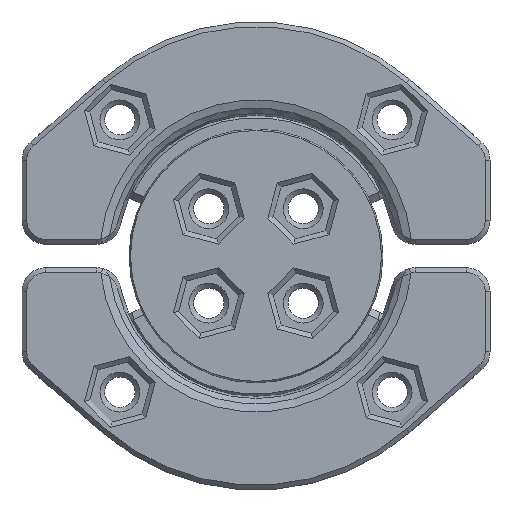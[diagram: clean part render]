
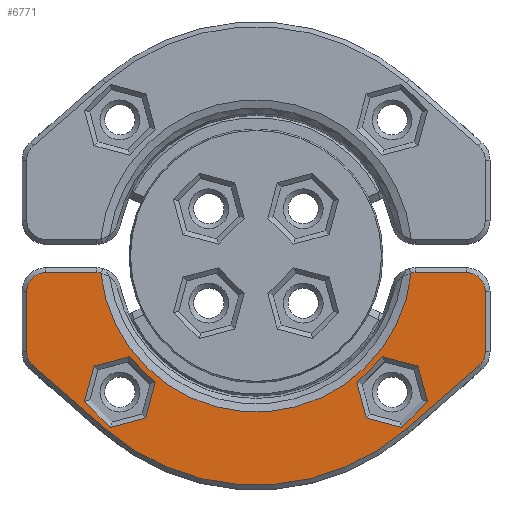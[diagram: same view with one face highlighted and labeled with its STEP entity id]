
A CAD part, top view. The second image highlights one B-rep face of the part: STEP entity #6771.
In plain terms, the highlighted planar face has unit normal (0, 0, 1).
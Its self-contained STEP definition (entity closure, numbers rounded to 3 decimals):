
#343=FACE_BOUND('',#1208,.T.);
#344=FACE_BOUND('',#1209,.T.);
#453=PLANE('',#7265);
#776=FACE_OUTER_BOUND('',#1207,.T.);
#1207=EDGE_LOOP('',(#5304,#5305,#5306,#5307,#5308,#5309,#5310,#5311,#5312,
#5313,#5314,#5315,#5316,#5317));
#1208=EDGE_LOOP('',(#5318,#5319,#5320,#5321,#5322,#5323));
#1209=EDGE_LOOP('',(#5324,#5325,#5326,#5327,#5328,#5329));
#1664=LINE('',#11186,#2278);
#1668=LINE('',#11194,#2282);
#1671=LINE('',#11201,#2285);
#1676=LINE('',#11211,#2290);
#1678=LINE('',#11214,#2292);
#1681=LINE('',#11218,#2295);
#1689=LINE('',#11240,#2303);
#1690=LINE('',#11244,#2304);
#1691=LINE('',#11248,#2305);
#1692=LINE('',#11252,#2306);
#1693=LINE('',#11256,#2307);
#1694=LINE('',#11260,#2308);
#1695=LINE('',#11264,#2309);
#1696=LINE('',#11266,#2310);
#1697=LINE('',#11268,#2311);
#1698=LINE('',#11270,#2312);
#1699=LINE('',#11272,#2313);
#1700=LINE('',#11273,#2314);
#2278=VECTOR('',#8201,10.);
#2282=VECTOR('',#8207,10.);
#2285=VECTOR('',#8212,10.);
#2290=VECTOR('',#8219,10.);
#2292=VECTOR('',#8223,10.);
#2295=VECTOR('',#8228,10.);
#2303=VECTOR('',#8248,10.);
#2304=VECTOR('',#8251,10.);
#2305=VECTOR('',#8254,10.);
#2306=VECTOR('',#8257,10.);
#2307=VECTOR('',#8260,10.);
#2308=VECTOR('',#8263,10.);
#2309=VECTOR('',#8266,10.);
#2310=VECTOR('',#8267,10.);
#2311=VECTOR('',#8268,10.);
#2312=VECTOR('',#8269,10.);
#2313=VECTOR('',#8270,10.);
#2314=VECTOR('',#8271,10.);
#2775=CIRCLE('',#7266,16.48);
#2776=CIRCLE('',#7267,2.);
#2777=CIRCLE('',#7268,2.);
#2778=CIRCLE('',#7269,2.);
#2779=CIRCLE('',#7270,24.2);
#2780=CIRCLE('',#7271,2.);
#2781=CIRCLE('',#7272,2.);
#2782=CIRCLE('',#7273,2.);
#3131=VERTEX_POINT('',#11184);
#3132=VERTEX_POINT('',#11185);
#3135=VERTEX_POINT('',#11193);
#3137=VERTEX_POINT('',#11199);
#3138=VERTEX_POINT('',#11200);
#3142=VERTEX_POINT('',#11210);
#3147=VERTEX_POINT('',#11234);
#3148=VERTEX_POINT('',#11235);
#3149=VERTEX_POINT('',#11237);
#3150=VERTEX_POINT('',#11239);
#3151=VERTEX_POINT('',#11241);
#3152=VERTEX_POINT('',#11243);
#3153=VERTEX_POINT('',#11245);
#3154=VERTEX_POINT('',#11247);
#3155=VERTEX_POINT('',#11249);
#3156=VERTEX_POINT('',#11251);
#3157=VERTEX_POINT('',#11253);
#3158=VERTEX_POINT('',#11255);
#3159=VERTEX_POINT('',#11257);
#3160=VERTEX_POINT('',#11259);
#3161=VERTEX_POINT('',#11262);
#3162=VERTEX_POINT('',#11263);
#3163=VERTEX_POINT('',#11265);
#3164=VERTEX_POINT('',#11267);
#3165=VERTEX_POINT('',#11269);
#3166=VERTEX_POINT('',#11271);
#3886=EDGE_CURVE('',#3131,#3132,#1664,.T.);
#3890=EDGE_CURVE('',#3132,#3135,#1668,.T.);
#3893=EDGE_CURVE('',#3137,#3138,#1671,.T.);
#3898=EDGE_CURVE('',#3138,#3142,#1676,.T.);
#3900=EDGE_CURVE('',#3135,#3137,#1678,.T.);
#3903=EDGE_CURVE('',#3142,#3131,#1681,.T.);
#3911=EDGE_CURVE('',#3147,#3148,#2775,.T.);
#3912=EDGE_CURVE('',#3149,#3147,#2776,.T.);
#3913=EDGE_CURVE('',#3150,#3149,#1689,.T.);
#3914=EDGE_CURVE('',#3151,#3150,#2777,.T.);
#3915=EDGE_CURVE('',#3152,#3151,#1690,.T.);
#3916=EDGE_CURVE('',#3153,#3152,#2778,.T.);
#3917=EDGE_CURVE('',#3154,#3153,#1691,.T.);
#3918=EDGE_CURVE('',#3155,#3154,#2779,.T.);
#3919=EDGE_CURVE('',#3156,#3155,#1692,.T.);
#3920=EDGE_CURVE('',#3157,#3156,#2780,.T.);
#3921=EDGE_CURVE('',#3158,#3157,#1693,.T.);
#3922=EDGE_CURVE('',#3159,#3158,#2781,.T.);
#3923=EDGE_CURVE('',#3160,#3159,#1694,.T.);
#3924=EDGE_CURVE('',#3148,#3160,#2782,.T.);
#3925=EDGE_CURVE('',#3161,#3162,#1695,.T.);
#3926=EDGE_CURVE('',#3163,#3161,#1696,.T.);
#3927=EDGE_CURVE('',#3164,#3163,#1697,.T.);
#3928=EDGE_CURVE('',#3165,#3164,#1698,.T.);
#3929=EDGE_CURVE('',#3166,#3165,#1699,.T.);
#3930=EDGE_CURVE('',#3162,#3166,#1700,.T.);
#5304=ORIENTED_EDGE('',*,*,#3911,.F.);
#5305=ORIENTED_EDGE('',*,*,#3912,.F.);
#5306=ORIENTED_EDGE('',*,*,#3913,.F.);
#5307=ORIENTED_EDGE('',*,*,#3914,.F.);
#5308=ORIENTED_EDGE('',*,*,#3915,.F.);
#5309=ORIENTED_EDGE('',*,*,#3916,.F.);
#5310=ORIENTED_EDGE('',*,*,#3917,.F.);
#5311=ORIENTED_EDGE('',*,*,#3918,.F.);
#5312=ORIENTED_EDGE('',*,*,#3919,.F.);
#5313=ORIENTED_EDGE('',*,*,#3920,.F.);
#5314=ORIENTED_EDGE('',*,*,#3921,.F.);
#5315=ORIENTED_EDGE('',*,*,#3922,.F.);
#5316=ORIENTED_EDGE('',*,*,#3923,.F.);
#5317=ORIENTED_EDGE('',*,*,#3924,.F.);
#5318=ORIENTED_EDGE('',*,*,#3925,.F.);
#5319=ORIENTED_EDGE('',*,*,#3926,.F.);
#5320=ORIENTED_EDGE('',*,*,#3927,.F.);
#5321=ORIENTED_EDGE('',*,*,#3928,.F.);
#5322=ORIENTED_EDGE('',*,*,#3929,.F.);
#5323=ORIENTED_EDGE('',*,*,#3930,.F.);
#5324=ORIENTED_EDGE('',*,*,#3893,.F.);
#5325=ORIENTED_EDGE('',*,*,#3900,.F.);
#5326=ORIENTED_EDGE('',*,*,#3890,.F.);
#5327=ORIENTED_EDGE('',*,*,#3886,.F.);
#5328=ORIENTED_EDGE('',*,*,#3903,.F.);
#5329=ORIENTED_EDGE('',*,*,#3898,.F.);
#6771=ADVANCED_FACE('',(#776,#343,#344),#453,.T.);
#7265=AXIS2_PLACEMENT_3D('',#11233,#8242,#8243);
#7266=AXIS2_PLACEMENT_3D('',#11236,#8244,#8245);
#7267=AXIS2_PLACEMENT_3D('',#11238,#8246,#8247);
#7268=AXIS2_PLACEMENT_3D('',#11242,#8249,#8250);
#7269=AXIS2_PLACEMENT_3D('',#11246,#8252,#8253);
#7270=AXIS2_PLACEMENT_3D('',#11250,#8255,#8256);
#7271=AXIS2_PLACEMENT_3D('',#11254,#8258,#8259);
#7272=AXIS2_PLACEMENT_3D('',#11258,#8261,#8262);
#7273=AXIS2_PLACEMENT_3D('',#11261,#8264,#8265);
#8201=DIRECTION('',(-0.707,-0.707,0.));
#8207=DIRECTION('',(0.259,-0.966,0.));
#8212=DIRECTION('',(0.707,0.707,0.));
#8219=DIRECTION('',(-0.259,0.966,0.));
#8223=DIRECTION('',(0.966,-0.259,0.));
#8228=DIRECTION('',(-0.966,0.259,0.));
#8242=DIRECTION('center_axis',(0.,0.,1.));
#8243=DIRECTION('ref_axis',(1.,0.,0.));
#8244=DIRECTION('center_axis',(0.,0.,1.));
#8245=DIRECTION('ref_axis',(1.,0.,0.));
#8246=DIRECTION('center_axis',(0.,0.,-1.));
#8247=DIRECTION('ref_axis',(0.625,0.78,0.));
#8248=DIRECTION('',(1.,0.,0.));
#8249=DIRECTION('center_axis',(0.,0.,-1.));
#8250=DIRECTION('ref_axis',(-0.707,0.707,0.));
#8251=DIRECTION('',(0.,1.,0.));
#8252=DIRECTION('center_axis',(0.,0.,-1.));
#8253=DIRECTION('ref_axis',(-0.91,-0.414,0.));
#8254=DIRECTION('',(-0.754,0.656,0.));
#8255=DIRECTION('center_axis',(0.,0.,-1.));
#8256=DIRECTION('ref_axis',(1.,0.,0.));
#8257=DIRECTION('',(-0.754,-0.656,0.));
#8258=DIRECTION('center_axis',(0.,0.,-1.));
#8259=DIRECTION('ref_axis',(0.91,-0.414,0.));
#8260=DIRECTION('',(0.,-1.,0.));
#8261=DIRECTION('center_axis',(0.,0.,-1.));
#8262=DIRECTION('ref_axis',(0.707,0.707,0.));
#8263=DIRECTION('',(1.,0.,0.));
#8264=DIRECTION('center_axis',(0.,0.,-1.));
#8265=DIRECTION('ref_axis',(-0.625,0.78,0.));
#8266=DIRECTION('',(-0.707,0.707,0.));
#8267=DIRECTION('',(0.259,0.966,0.));
#8268=DIRECTION('',(0.966,0.259,0.));
#8269=DIRECTION('',(0.707,-0.707,0.));
#8270=DIRECTION('',(-0.259,-0.966,0.));
#8271=DIRECTION('',(-0.966,-0.259,0.));
#11184=CARTESIAN_POINT('',(13.371,-10.636,5.25));
#11185=CARTESIAN_POINT('',(10.636,-13.371,5.25));
#11186=CARTESIAN_POINT('',(15.416,-8.59,5.25));
#11193=CARTESIAN_POINT('',(11.637,-17.107,5.25));
#11194=CARTESIAN_POINT('',(9.606,-9.53,5.25));
#11199=CARTESIAN_POINT('',(15.373,-18.108,5.25));
#11200=CARTESIAN_POINT('',(18.108,-15.373,5.25));
#11201=CARTESIAN_POINT('',(21.317,-12.164,5.25));
#11210=CARTESIAN_POINT('',(17.107,-11.637,5.25));
#11211=CARTESIAN_POINT('',(15.652,-6.207,5.25));
#11214=CARTESIAN_POINT('',(13.253,-17.54,5.25));
#11218=CARTESIAN_POINT('',(13.398,-10.643,5.25));
#11233=CARTESIAN_POINT('Origin',(15.98,0.,5.25));
#11234=CARTESIAN_POINT('',(-16.382,-1.791,5.25));
#11235=CARTESIAN_POINT('',(16.382,-1.791,5.25));
#11236=CARTESIAN_POINT('Origin',(0.,0.,5.25));
#11237=CARTESIAN_POINT('',(-16.786,-1.75,5.25));
#11238=CARTESIAN_POINT('Origin',(-16.786,-3.75,5.25));
#11239=CARTESIAN_POINT('',(-22.2,-1.75,5.25));
#11240=CARTESIAN_POINT('',(20.34,-1.75,5.25));
#11241=CARTESIAN_POINT('',(-24.2,-3.75,5.25));
#11242=CARTESIAN_POINT('Origin',(-22.2,-3.75,5.25));
#11243=CARTESIAN_POINT('',(-24.2,-10.111,5.25));
#11244=CARTESIAN_POINT('',(-24.2,-5.625,5.25));
#11245=CARTESIAN_POINT('',(-23.513,-11.62,5.25));
#11246=CARTESIAN_POINT('Origin',(-22.2,-10.111,5.25));
#11247=CARTESIAN_POINT('',(-15.885,-18.257,5.25));
#11248=CARTESIAN_POINT('',(-11.337,-22.214,5.25));
#11249=CARTESIAN_POINT('',(15.885,-18.257,5.25));
#11250=CARTESIAN_POINT('Origin',(0.,0.,5.25));
#11251=CARTESIAN_POINT('',(23.513,-11.62,5.25));
#11252=CARTESIAN_POINT('',(24.676,-10.608,5.25));
#11253=CARTESIAN_POINT('',(24.2,-10.111,5.25));
#11254=CARTESIAN_POINT('Origin',(22.2,-10.111,5.25));
#11255=CARTESIAN_POINT('',(24.2,-3.75,5.25));
#11256=CARTESIAN_POINT('',(24.2,-0.625,5.25));
#11257=CARTESIAN_POINT('',(22.2,-1.75,5.25));
#11258=CARTESIAN_POINT('Origin',(22.2,-3.75,5.25));
#11259=CARTESIAN_POINT('',(16.786,-1.75,5.25));
#11260=CARTESIAN_POINT('',(20.34,-1.75,5.25));
#11261=CARTESIAN_POINT('Origin',(16.786,-3.75,5.25));
#11262=CARTESIAN_POINT('',(-10.636,-13.371,5.25));
#11263=CARTESIAN_POINT('',(-13.371,-10.636,5.25));
#11264=CARTESIAN_POINT('',(-8.59,-15.416,5.25));
#11265=CARTESIAN_POINT('',(-11.637,-17.107,5.25));
#11266=CARTESIAN_POINT('',(-8.11,-3.946,5.25));
#11267=CARTESIAN_POINT('',(-15.373,-18.108,5.25));
#11268=CARTESIAN_POINT('',(3.246,-13.12,5.25));
#11269=CARTESIAN_POINT('',(-18.108,-15.373,5.25));
#11270=CARTESIAN_POINT('',(-12.164,-21.317,5.25));
#11271=CARTESIAN_POINT('',(-17.107,-11.637,5.25));
#11272=CARTESIAN_POINT('',(-15.008,-3.801,5.25));
#11273=CARTESIAN_POINT('',(-0.078,-7.074,5.25));
